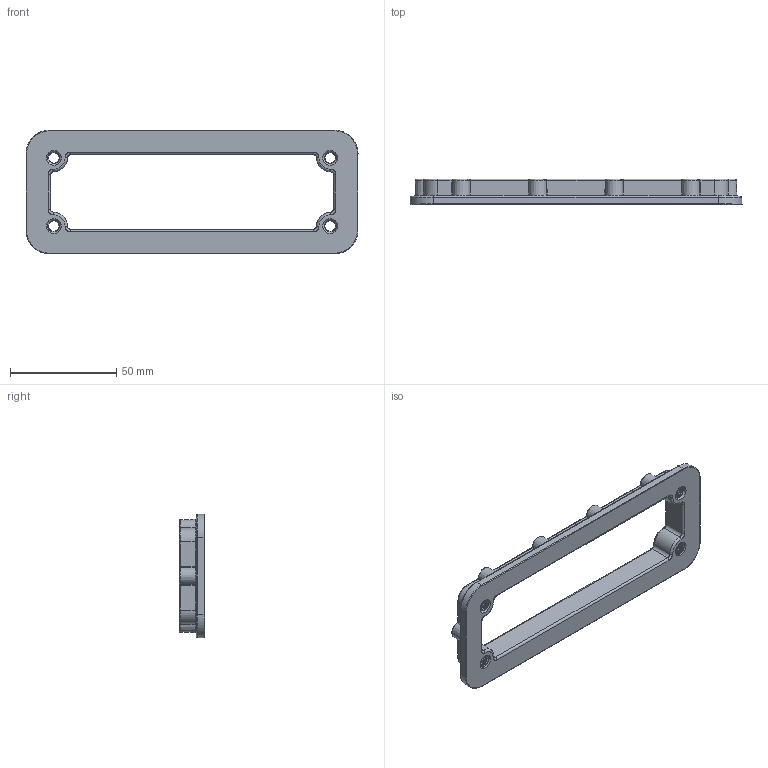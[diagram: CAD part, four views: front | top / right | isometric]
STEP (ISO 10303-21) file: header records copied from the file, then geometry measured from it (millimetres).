
FILE_DESCRIPTION((''),'2;1');
FILE_NAME('HP24B-MF','2017-10-24T',('wl.kang'),(''),'PRO/ENGINEER BY PARAMETRIC TECHNOLOGY CORPORATION, 2012480','PRO/ENGINEER BY PARAMETRIC TECHNOLOGY CORPORATION, 2012480','');
FILE_SCHEMA(('AUTOMOTIVE_DESIGN { 1 0 10303 214 1 1 1 1 }'));
Length unit declared in the file: millimetre
Products named in the file (1): HP24B-MF
Bounding box: 156.13 x 12 x 58.13 mm (x, y, z)
Volume: 34303.1 mm3; surface area: 18105.7 mm2
Topology: 1 solids, 1 shells, 363 faces, 872 edges, 512 vertices
Faces by surface type: bspline 148, cylinder 144, cone 26, plane 25, torus 20
Entity records: 24689 total; most frequent: CARTESIAN_POINT 17544, ORIENTED_EDGE 1744, DIRECTION 1046, EDGE_CURVE 872, VERTEX_POINT 512, B_SPLINE_CURVE_WITH_KNOTS 440, AXIS2_PLACEMENT_3D 399, EDGE_LOOP 374
